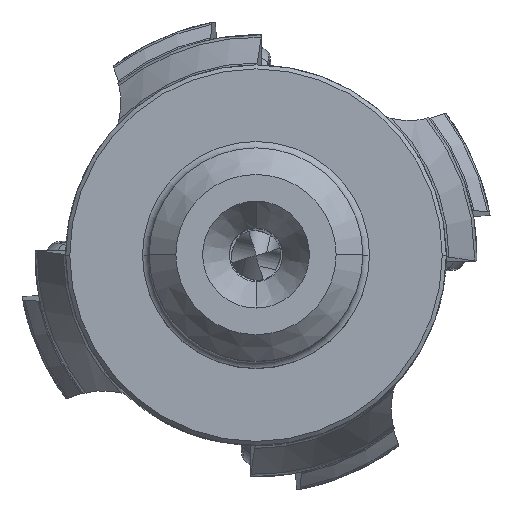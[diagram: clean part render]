
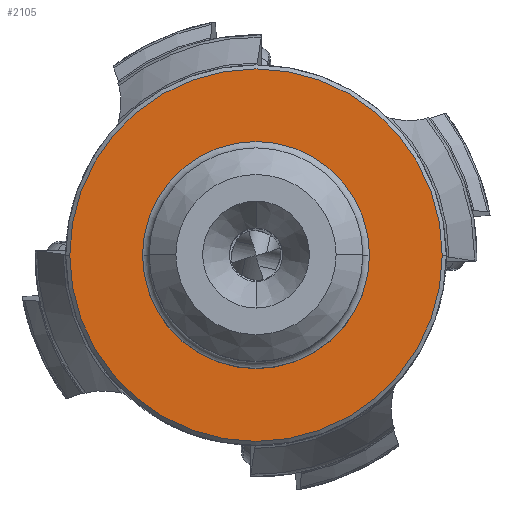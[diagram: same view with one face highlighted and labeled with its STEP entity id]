
A CAD part, top view. The second image highlights one B-rep face of the part: STEP entity #2105.
In plain terms, the highlighted planar face has unit normal (0, 0, 1).
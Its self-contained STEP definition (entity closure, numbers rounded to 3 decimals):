
#252=PLANE('',#10703);
#2105=ADVANCED_FACE('',(#2706,#2707),#252,.T.);
#2706=FACE_BOUND('',#2964,.T.);
#2707=FACE_BOUND('',#2965,.T.);
#2964=EDGE_LOOP('',(#5078,#5079,#5080));
#2965=EDGE_LOOP('',(#5081,#5082));
#5078=ORIENTED_EDGE('',*,*,#8720,.F.);
#5079=ORIENTED_EDGE('',*,*,#8719,.F.);
#5080=ORIENTED_EDGE('',*,*,#8718,.F.);
#5081=ORIENTED_EDGE('',*,*,#8721,.F.);
#5082=ORIENTED_EDGE('',*,*,#8722,.F.);
#7480=VERTEX_POINT('',#19372);
#7481=VERTEX_POINT('',#19374);
#7482=VERTEX_POINT('',#19376);
#7483=VERTEX_POINT('',#19381);
#7484=VERTEX_POINT('',#19382);
#8718=EDGE_CURVE('',#7481,#7482,#9767,.T.);
#8719=EDGE_CURVE('',#7482,#7480,#9768,.T.);
#8720=EDGE_CURVE('',#7480,#7481,#9769,.T.);
#8721=EDGE_CURVE('',#7483,#7484,#9770,.T.);
#8722=EDGE_CURVE('',#7484,#7483,#9771,.T.);
#9767=CIRCLE('',#10697,13.95);
#9768=CIRCLE('',#10698,13.95);
#9769=CIRCLE('',#10700,13.95);
#9770=CIRCLE('',#10701,8.5);
#9771=CIRCLE('',#10702,8.5);
#10697=AXIS2_PLACEMENT_3D('',#19375,#12497,#12498);
#10698=AXIS2_PLACEMENT_3D('',#19377,#12499,#12500);
#10700=AXIS2_PLACEMENT_3D('',#19379,#12503,#12504);
#10701=AXIS2_PLACEMENT_3D('',#19380,#12505,#12506);
#10702=AXIS2_PLACEMENT_3D('',#19383,#12507,#12508);
#10703=AXIS2_PLACEMENT_3D('',#19384,#12509,#12510);
#12497=DIRECTION('',(0.,0.,-1.));
#12498=DIRECTION('',(1.,0.,0.));
#12499=DIRECTION('',(0.,0.,-1.));
#12500=DIRECTION('',(0.,-1.,0.));
#12503=DIRECTION('',(0.,0.,-1.));
#12504=DIRECTION('',(-1.,0.,0.));
#12505=DIRECTION('',(0.,0.,1.));
#12506=DIRECTION('',(0.,1.,0.));
#12507=DIRECTION('',(0.,0.,1.));
#12508=DIRECTION('',(0.,-1.,0.));
#12509=DIRECTION('',(0.,0.,1.));
#12510=DIRECTION('',(-1.,0.,0.));
#19372=CARTESIAN_POINT('',(-13.95,0.,0.));
#19374=CARTESIAN_POINT('',(13.95,0.,0.));
#19375=CARTESIAN_POINT('',(0.,0.,0.));
#19376=CARTESIAN_POINT('',(0.,-13.95,0.));
#19377=CARTESIAN_POINT('',(0.,0.,0.));
#19379=CARTESIAN_POINT('',(0.,0.,0.));
#19380=CARTESIAN_POINT('',(0.,0.,0.));
#19381=CARTESIAN_POINT('',(0.,8.5,0.));
#19382=CARTESIAN_POINT('',(0.,-8.5,0.));
#19383=CARTESIAN_POINT('',(0.,0.,0.));
#19384=CARTESIAN_POINT('',(0.,0.,0.));
